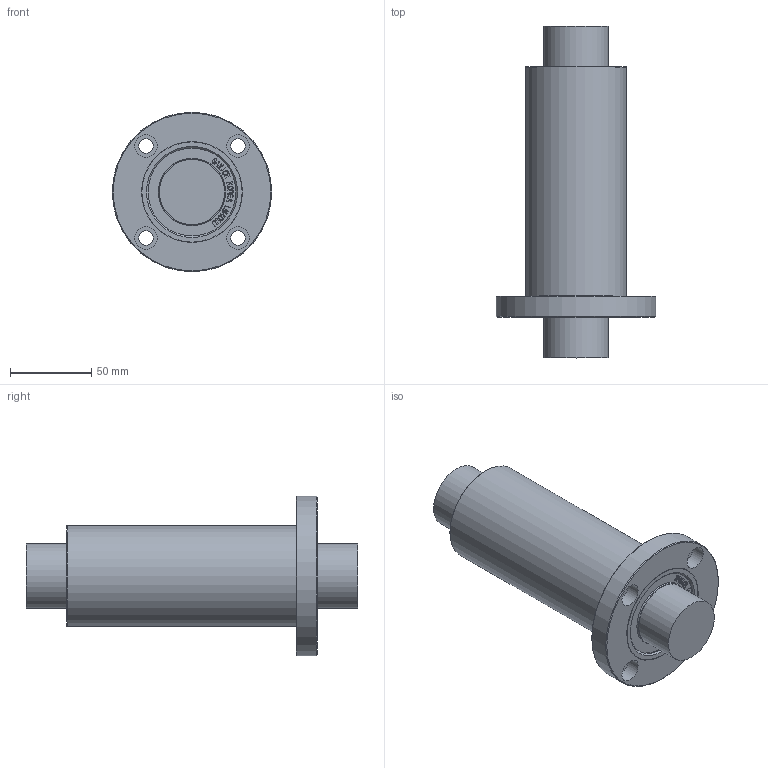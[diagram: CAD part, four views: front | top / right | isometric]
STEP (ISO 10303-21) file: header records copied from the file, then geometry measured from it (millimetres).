
FILE_DESCRIPTION((''),'2;1');
FILE_NAME('LMEF40UU.stp','2013-02-05T19:22:13',('user2'),(''),'Autodesk Inventor 2012','Autodesk Inventor 2012','');
FILE_SCHEMA(('AUTOMOTIVE_DESIGN { 1 0 10303 214 1 1 1 1 }'));
Length unit declared in the file: millimetre
Products named in the file (1): LMEF40UU
Bounding box: 98 x 204 x 98 mm (x, y, z)
Volume: 576533.6 mm3; surface area: 55003.2 mm2
Topology: 1 solids, 1 shells, 837 faces, 2327 edges, 1550 vertices
Faces by surface type: bspline 572, plane 242, cylinder 15, cone 6, torus 2
Full cylindrical faces by diameter (mm): 9 x4, 14 x4, 40 x2, 54 x2, 62 x2, 98 x1
Entity records: 28097 total; most frequent: CARTESIAN_POINT 9836, ORIENTED_EDGE 4604, EDGE_CURVE 2302, DIRECTION 1730, VERTEX_POINT 1548, QUASI_UNIFORM_CURVE 1144, VECTOR 1118, LINE 1118
